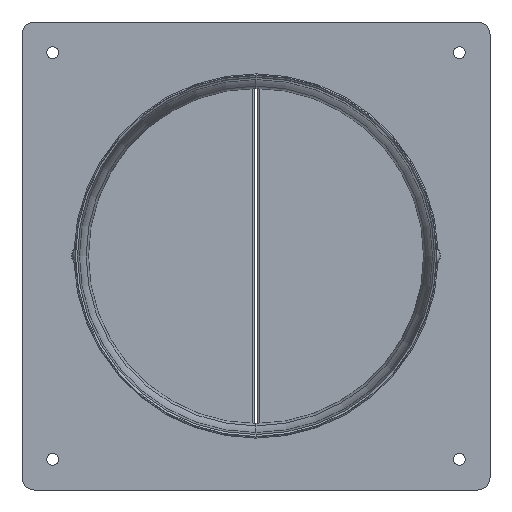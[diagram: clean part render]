
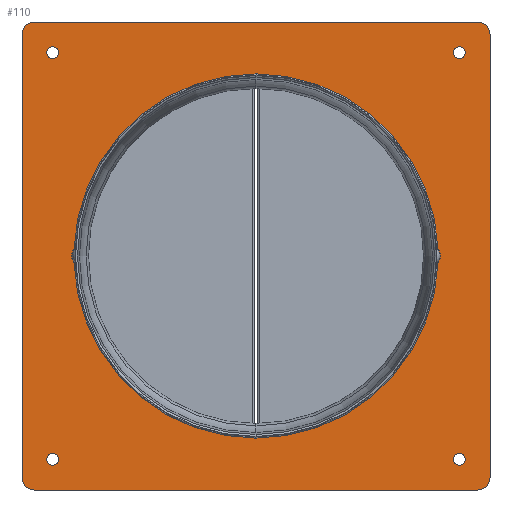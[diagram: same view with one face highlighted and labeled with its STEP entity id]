
A CAD part, left-side view. The second image highlights one B-rep face of the part: STEP entity #110.
In plain terms, the highlighted planar face has unit normal (-1, 0, 0).
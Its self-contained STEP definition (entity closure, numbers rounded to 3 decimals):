
#110=ADVANCED_FACE('',(#261,#262,#263,#264,#265,#266),#267,.F.);
#261=FACE_OUTER_BOUND('',#507,.T.);
#262=FACE_BOUND('',#508,.T.);
#263=FACE_BOUND('',#509,.T.);
#264=FACE_BOUND('',#510,.T.);
#265=FACE_BOUND('',#511,.T.);
#266=FACE_BOUND('',#512,.T.);
#267=PLANE('',#513);
#507=EDGE_LOOP('',(#907,#908,#909,#910,#911,#912,#913,#914));
#508=EDGE_LOOP('',(#915,#916));
#509=EDGE_LOOP('',(#917,#918));
#510=EDGE_LOOP('',(#919,#920));
#511=EDGE_LOOP('',(#921,#922));
#512=EDGE_LOOP('',(#923,#924,#925,#926,#927,#928));
#513=AXIS2_PLACEMENT_3D('',#929,#930,#931);
#907=ORIENTED_EDGE('',*,*,#1732,.F.);
#908=ORIENTED_EDGE('',*,*,#1733,.F.);
#909=ORIENTED_EDGE('',*,*,#1734,.F.);
#910=ORIENTED_EDGE('',*,*,#1735,.F.);
#911=ORIENTED_EDGE('',*,*,#1736,.F.);
#912=ORIENTED_EDGE('',*,*,#1737,.F.);
#913=ORIENTED_EDGE('',*,*,#1738,.F.);
#914=ORIENTED_EDGE('',*,*,#1739,.F.);
#915=ORIENTED_EDGE('',*,*,#1740,.T.);
#916=ORIENTED_EDGE('',*,*,#1741,.T.);
#917=ORIENTED_EDGE('',*,*,#1742,.T.);
#918=ORIENTED_EDGE('',*,*,#1743,.T.);
#919=ORIENTED_EDGE('',*,*,#1744,.T.);
#920=ORIENTED_EDGE('',*,*,#1745,.T.);
#921=ORIENTED_EDGE('',*,*,#1746,.T.);
#922=ORIENTED_EDGE('',*,*,#1747,.T.);
#923=ORIENTED_EDGE('',*,*,#1748,.T.);
#924=ORIENTED_EDGE('',*,*,#1662,.T.);
#925=ORIENTED_EDGE('',*,*,#1731,.F.);
#926=ORIENTED_EDGE('',*,*,#1655,.T.);
#927=ORIENTED_EDGE('',*,*,#1749,.T.);
#928=ORIENTED_EDGE('',*,*,#1750,.T.);
#929=CARTESIAN_POINT('',(-2.0,0.0,0.0));
#930=DIRECTION('',(1.0,0.0,0.0));
#931=DIRECTION('',(0.0,1.0,0.0));
#1655=EDGE_CURVE('',#1975,#1972,#1976,.T.);
#1662=EDGE_CURVE('',#1983,#1987,#1989,.T.);
#1731=EDGE_CURVE('',#1975,#1987,#2109,.T.);
#1732=EDGE_CURVE('',#2110,#2111,#2112,.T.);
#1733=EDGE_CURVE('',#2113,#2110,#2114,.T.);
#1734=EDGE_CURVE('',#2115,#2113,#2116,.T.);
#1735=EDGE_CURVE('',#2117,#2115,#2118,.T.);
#1736=EDGE_CURVE('',#2119,#2117,#2120,.T.);
#1737=EDGE_CURVE('',#2121,#2119,#2122,.T.);
#1738=EDGE_CURVE('',#2123,#2121,#2124,.T.);
#1739=EDGE_CURVE('',#2111,#2123,#2125,.T.);
#1740=EDGE_CURVE('',#2126,#2127,#2128,.T.);
#1741=EDGE_CURVE('',#2127,#2126,#2129,.T.);
#1742=EDGE_CURVE('',#2130,#2131,#2132,.T.);
#1743=EDGE_CURVE('',#2131,#2130,#2133,.T.);
#1744=EDGE_CURVE('',#2134,#2135,#2136,.T.);
#1745=EDGE_CURVE('',#2135,#2134,#2137,.T.);
#1746=EDGE_CURVE('',#2138,#2139,#2140,.T.);
#1747=EDGE_CURVE('',#2139,#2138,#2141,.T.);
#1748=EDGE_CURVE('',#2142,#1983,#2143,.T.);
#1749=EDGE_CURVE('',#1972,#2144,#2145,.T.);
#1750=EDGE_CURVE('',#2144,#2142,#2146,.T.);
#1972=VERTEX_POINT('',#2470);
#1975=VERTEX_POINT('',#2473);
#1976=CIRCLE('',#2474,73.946);
#1983=VERTEX_POINT('',#2501);
#1987=VERTEX_POINT('',#2505);
#1989=CIRCLE('',#2527,73.946);
#2109=ELLIPSE('',#2984,4.,4.);
#2110=VERTEX_POINT('',#2985);
#2111=VERTEX_POINT('',#2986);
#2112=CIRCLE('',#2987,5.0);
#2113=VERTEX_POINT('',#2988);
#2114=LINE('',#2989,#2990);
#2115=VERTEX_POINT('',#2991);
#2116=CIRCLE('',#2992,5.0);
#2117=VERTEX_POINT('',#2993);
#2118=LINE('',#2994,#2995);
#2119=VERTEX_POINT('',#2996);
#2120=CIRCLE('',#2997,5.0);
#2121=VERTEX_POINT('',#2998);
#2122=LINE('',#2999,#3000);
#2123=VERTEX_POINT('',#3001);
#2124=CIRCLE('',#3002,5.0);
#2125=LINE('',#3003,#3004);
#2126=VERTEX_POINT('',#3005);
#2127=VERTEX_POINT('',#3006);
#2128=CIRCLE('',#3007,2.4);
#2129=CIRCLE('',#3008,2.4);
#2130=VERTEX_POINT('',#3009);
#2131=VERTEX_POINT('',#3010);
#2132=CIRCLE('',#3011,2.4);
#2133=CIRCLE('',#3012,2.4);
#2134=VERTEX_POINT('',#3013);
#2135=VERTEX_POINT('',#3014);
#2136=CIRCLE('',#3015,2.4);
#2137=CIRCLE('',#3016,2.4);
#2138=VERTEX_POINT('',#3017);
#2139=VERTEX_POINT('',#3018);
#2140=CIRCLE('',#3019,2.4);
#2141=CIRCLE('',#3020,2.4);
#2142=VERTEX_POINT('',#3021);
#2143=CIRCLE('',#3022,73.946);
#2144=VERTEX_POINT('',#3023);
#2145=CIRCLE('',#3024,73.946);
#2146=ELLIPSE('',#3025,4.,4.);
#2470=CARTESIAN_POINT('',(-2.,0.016,-73.946));
#2473=CARTESIAN_POINT('',(-2.0,-73.898,-2.648));
#2474=AXIS2_PLACEMENT_3D('',#4659,#4660,#4661);
#2501=CARTESIAN_POINT('',(-2.,-0.016,73.946));
#2505=CARTESIAN_POINT('',(-2.0,-73.898,2.648));
#2527=AXIS2_PLACEMENT_3D('',#4674,#4675,#4676);
#2984=AXIS2_PLACEMENT_3D('',#4819,#4820,#4821);
#2985=CARTESIAN_POINT('',(-2.0,95.0,90.0));
#2986=CARTESIAN_POINT('',(-2.0,90.0,95.0));
#2987=AXIS2_PLACEMENT_3D('',#4822,#4823,#4824);
#2988=CARTESIAN_POINT('',(-2.0,95.0,-90.0));
#2989=CARTESIAN_POINT('',(-2.0,95.0,-90.0));
#2990=VECTOR('',#4825,180.0);
#2991=CARTESIAN_POINT('',(-2.0,90.,-95.0));
#2992=AXIS2_PLACEMENT_3D('',#4826,#4827,#4828);
#2993=CARTESIAN_POINT('',(-2.0,-90.,-95.0));
#2994=CARTESIAN_POINT('',(-2.0,-90.,-95.0));
#2995=VECTOR('',#4829,180.);
#2996=CARTESIAN_POINT('',(-2.0,-95.0,-90.0));
#2997=AXIS2_PLACEMENT_3D('',#4830,#4831,#4832);
#2998=CARTESIAN_POINT('',(-2.0,-95.0,90.0));
#2999=CARTESIAN_POINT('',(-2.0,-95.0,90.0));
#3000=VECTOR('',#4833,180.0);
#3001=CARTESIAN_POINT('',(-2.0,-90.0,95.0));
#3002=AXIS2_PLACEMENT_3D('',#4834,#4835,#4836);
#3003=CARTESIAN_POINT('',(-2.0,90.0,95.0));
#3004=VECTOR('',#4837,180.0);
#3005=CARTESIAN_POINT('',(-2.0,-84.9,82.5));
#3006=CARTESIAN_POINT('',(-2.0,-80.1,82.5));
#3007=AXIS2_PLACEMENT_3D('',#4838,#4839,#4840);
#3008=AXIS2_PLACEMENT_3D('',#4841,#4842,#4843);
#3009=CARTESIAN_POINT('',(-2.0,-84.9,-82.5));
#3010=CARTESIAN_POINT('',(-2.0,-80.1,-82.5));
#3011=AXIS2_PLACEMENT_3D('',#4844,#4845,#4846);
#3012=AXIS2_PLACEMENT_3D('',#4847,#4848,#4849);
#3013=CARTESIAN_POINT('',(-2.0,80.1,-82.5));
#3014=CARTESIAN_POINT('',(-2.0,84.9,-82.5));
#3015=AXIS2_PLACEMENT_3D('',#4850,#4851,#4852);
#3016=AXIS2_PLACEMENT_3D('',#4853,#4854,#4855);
#3017=CARTESIAN_POINT('',(-2.0,80.1,82.5));
#3018=CARTESIAN_POINT('',(-2.0,84.9,82.5));
#3019=AXIS2_PLACEMENT_3D('',#4856,#4857,#4858);
#3020=AXIS2_PLACEMENT_3D('',#4859,#4860,#4861);
#3021=CARTESIAN_POINT('',(-2.0,73.898,2.648));
#3022=AXIS2_PLACEMENT_3D('',#4862,#4863,#4864);
#3023=CARTESIAN_POINT('',(-2.0,73.898,-2.648));
#3024=AXIS2_PLACEMENT_3D('',#4865,#4866,#4867);
#3025=AXIS2_PLACEMENT_3D('',#4868,#4869,#4870);
#4659=CARTESIAN_POINT('',(-2.0,0.0,0.));
#4660=DIRECTION('',(1.0,0.,0.));
#4661=DIRECTION('',(0.,-0.999,-0.036));
#4674=CARTESIAN_POINT('',(-2.0,0.0,0.));
#4675=DIRECTION('',(1.0,0.,0.));
#4676=DIRECTION('',(0.,0.999,0.036));
#4819=CARTESIAN_POINT('',(-2.0,-70.9,0.));
#4820=DIRECTION('',(-1.0,-0.0,0.0));
#4821=DIRECTION('',(0.0,-1.0,0.));
#4822=CARTESIAN_POINT('',(-2.,90.0,90.0));
#4823=DIRECTION('',(1.0,0.0,0.0));
#4824=DIRECTION('',(0.0,1.0,0.0));
#4825=DIRECTION('',(0.0,0.0,1.0));
#4826=CARTESIAN_POINT('',(-2.,90.0,-90.0));
#4827=DIRECTION('',(1.0,0.0,0.0));
#4828=DIRECTION('',(0.0,0.,-1.0));
#4829=DIRECTION('',(0.0,1.0,0.));
#4830=CARTESIAN_POINT('',(-2.,-90.0,-90.0));
#4831=DIRECTION('',(1.0,0.0,0.0));
#4832=DIRECTION('',(0.0,-1.0,0.0));
#4833=DIRECTION('',(0.0,0.0,-1.0));
#4834=CARTESIAN_POINT('',(-2.,-90.0,90.0));
#4835=DIRECTION('',(1.0,0.0,-0.0));
#4836=DIRECTION('',(0.0,0.0,1.0));
#4837=DIRECTION('',(0.0,-1.0,0.0));
#4838=CARTESIAN_POINT('',(-2.0,-82.5,82.5));
#4839=DIRECTION('',(1.0,0.0,0.0));
#4840=DIRECTION('',(0.0,-1.0,0.0));
#4841=CARTESIAN_POINT('',(-2.0,-82.5,82.5));
#4842=DIRECTION('',(1.0,0.0,0.0));
#4843=DIRECTION('',(0.0,1.0,0.0));
#4844=CARTESIAN_POINT('',(-2.0,-82.5,-82.5));
#4845=DIRECTION('',(1.0,0.0,0.0));
#4846=DIRECTION('',(0.0,-1.0,0.0));
#4847=CARTESIAN_POINT('',(-2.0,-82.5,-82.5));
#4848=DIRECTION('',(1.0,0.0,0.0));
#4849=DIRECTION('',(0.0,1.0,0.0));
#4850=CARTESIAN_POINT('',(-2.0,82.5,-82.5));
#4851=DIRECTION('',(1.0,0.0,0.0));
#4852=DIRECTION('',(0.0,-1.0,0.0));
#4853=CARTESIAN_POINT('',(-2.0,82.5,-82.5));
#4854=DIRECTION('',(1.0,0.0,0.0));
#4855=DIRECTION('',(0.0,1.0,0.0));
#4856=CARTESIAN_POINT('',(-2.0,82.5,82.5));
#4857=DIRECTION('',(1.0,0.0,0.0));
#4858=DIRECTION('',(0.0,-1.0,0.0));
#4859=CARTESIAN_POINT('',(-2.0,82.5,82.5));
#4860=DIRECTION('',(1.0,0.0,0.0));
#4861=DIRECTION('',(0.0,1.0,0.0));
#4862=CARTESIAN_POINT('',(-2.0,0.0,0.));
#4863=DIRECTION('',(1.0,0.,0.));
#4864=DIRECTION('',(0.,0.999,0.036));
#4865=CARTESIAN_POINT('',(-2.0,0.0,0.));
#4866=DIRECTION('',(1.0,0.,0.));
#4867=DIRECTION('',(0.,-0.999,-0.036));
#4868=CARTESIAN_POINT('',(-2.0,70.9,0.));
#4869=DIRECTION('',(1.0,0.0,0.0));
#4870=DIRECTION('',(0.0,1.0,0.));
